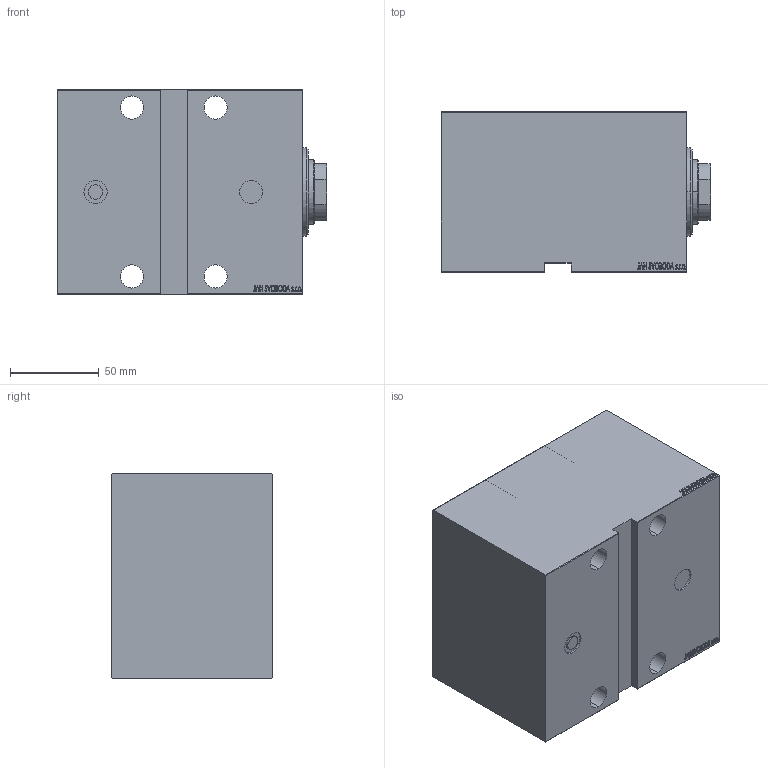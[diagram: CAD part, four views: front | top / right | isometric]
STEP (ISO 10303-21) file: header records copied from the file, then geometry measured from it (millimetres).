
FILE_DESCRIPTION (( 'STEP AP203' ), '1' );
FILE_NAME ('cbd3.STEP', '2024-02-12T07:32:04', ( '' ), ( '' ), 'SwSTEP 2.0', 'SolidWorks 2019', '' );
FILE_SCHEMA (( 'CONFIG_CONTROL_DESIGN' ));
Length unit declared in the file: millimetre
Products named in the file (4): V450CM_E_VCP 893cd6a77951a4997ee6cc4bbcefca19; cbd3; V450CM_VC_B 893cd6a77951a4997ee6cc4bbcefca19; V450CM_E_Body 893cd6a77951a4997ee6cc4bbcefca19
Assembly tree (3 placements, depth 2):
  cbd3
    V450CM_E_Body 893cd6a77951a4997ee6cc4bbcefca19
    V450CM_E_VCP 893cd6a77951a4997ee6cc4bbcefca19
    V450CM_VC_B 893cd6a77951a4997ee6cc4bbcefca19
Bounding box: 151.5 x 90 x 115 mm (x, y, z)
Volume: 1248384.3 mm3; surface area: 158883.9 mm2
Topology: 3 solids, 3 shells, 846 faces, 2178 edges, 1445 vertices
Faces by surface type: plane 408, bspline 380, cylinder 44, cone 14
Entity records: 42846 total; most frequent: CARTESIAN_POINT 24333, ORIENTED_EDGE 4352, DIRECTION 2456, EDGE_CURVE 2176, VERTEX_POINT 1445, VECTOR 1304, LINE 1304, EDGE_LOOP 965
